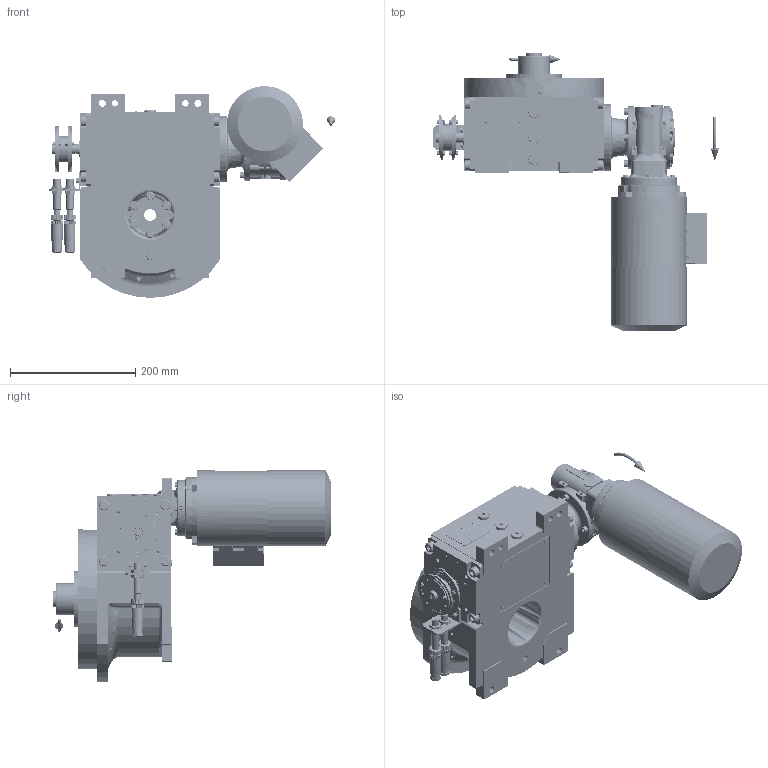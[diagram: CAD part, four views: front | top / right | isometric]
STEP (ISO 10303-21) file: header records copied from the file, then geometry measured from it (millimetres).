
FILE_DESCRIPTION (( 'STEP AP203' ), '1' );
FILE_NAME ('PC5202009.step', '2026-04-09T11:20:41', ( '' ), ( '' ), 'SwSTEP 2.0', 'SolidWorks 2020', '' );
FILE_SCHEMA (( 'CONFIG_CONTROL_DESIGN' ));
Length unit declared in the file: millimetre
Products named in the file (94): cfn2476_01_002_60x46; cfn2155_01_056; CFN2356_03_047^rig06_071_06_m_asm(2)_rig06_071_06_m_asm.stp; AS_rig06_016; rig06_001_a_s_027; AS_rig06_071_6_m; CFN2000_01_185^RIG06_005_ASM_rig06_071_06_m_asm(2)_rig06_071_06_m_asm.stp; cfn2000_01_126; AS_900_38_30_003; cfn2000_01_103; AS_cfn2476_01_002_60x46; cfn2151_01_290; AS_900_00_00_005; rig06_014; cfn2003_01_054; 900_38_30_003; cfn2055_01_002; rig06_005_n_01; cfn2128_19_002; cfn2128_04_004; cfn2115_02_165; cfn2000_01_184; cfn2000_01_124; rig06_004; RIG06_021_AF0^RIG06_005_ASM_rig06_071_06_m_asm(2)_rig06_071_06_m_asm.stp; cfn2104_01_004; rig06_003_6; AS_rig06_002_bl_022; freccia_angolare_albero; cfn2077_01_018; olio_agip_blasia_150; cfn2205_01_013; 900_00_00_005; 900_38_10_028; CFN2010_01_012^rig06_071_06_m_asm(2)_rig06_071_06_m_asm.stp; cfn2070_05_005; BM63B14; cfn2158_01_010; AS_rig06_004_s_001; RIG06_005_ASM^rig06_071_06_m_asm(2)_rig06_071_06_m_asm.stp ...
Assembly tree (90 placements, depth 5):
  CFN2356_03_047^rig06_071_06_m_asm(2)_rig06_071_06_m_asm.stp
  cfn2151_01_290
  cfn2115_02_165
  cfn2077_01_018
  olio_agip_blasia_150
Bounding box: 455.5 x 442.49 x 337.49 mm (x, y, z)
Volume: 5838068.2 mm3; surface area: 1110767.9 mm2
Topology: 78 solids, 78 shells, 5962 faces, 15219 edges, 9664 vertices
Faces by surface type: plane 2707, cylinder 2077, cone 978, torus 171, bspline 23, sphere 6
Entity records: 167934 total; most frequent: CARTESIAN_POINT 42239, DIRECTION 24475, ORIENTED_EDGE 24018, EDGE_CURVE 12009, AXIS2_PLACEMENT_3D 9044, VERTEX_POINT 7718, LINE 6387, VECTOR 6387
